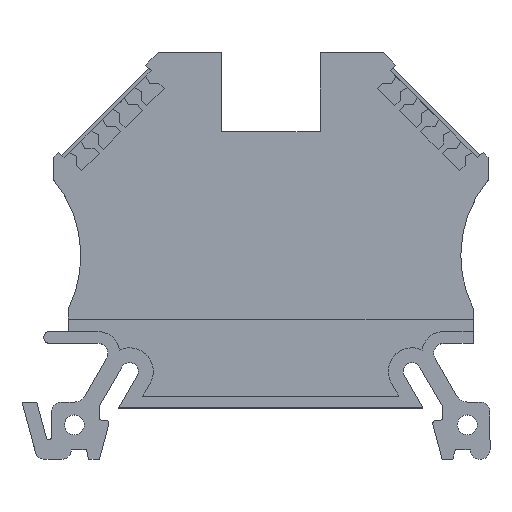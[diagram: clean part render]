
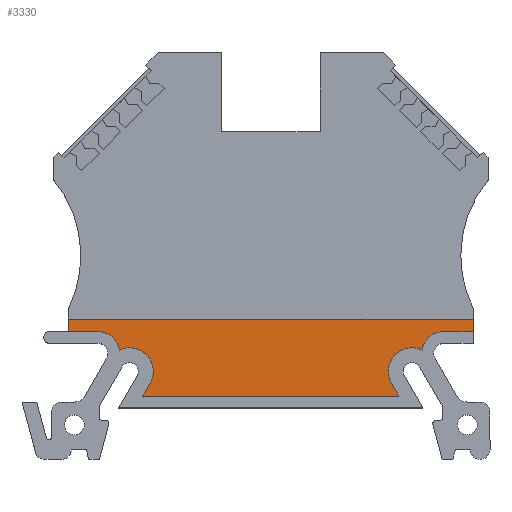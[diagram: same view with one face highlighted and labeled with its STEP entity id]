
A CAD part, top view. The second image highlights one B-rep face of the part: STEP entity #3330.
In plain terms, the highlighted planar face has unit normal (0, 0, 1).
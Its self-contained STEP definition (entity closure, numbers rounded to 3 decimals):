
#60 = VERTEX_POINT ( 'NONE', #3255 ) ;
#80 = AXIS2_PLACEMENT_3D ( 'NONE', #2837, #2830, #2816 ) ;
#106 = DIRECTION ( 'NONE',  ( 0.5, 0.866, 0. ) ) ;
#112 = CIRCLE ( 'NONE', #1894, 2.4 ) ;
#232 = VERTEX_POINT ( 'NONE', #2023 ) ;
#302 = ORIENTED_EDGE ( 'NONE', *, *, #314, .T. ) ;
#310 = CARTESIAN_POINT ( 'NONE',  ( -12.972, 1.2, 3.6 ) ) ;
#314 = EDGE_CURVE ( 'NONE', #3694, #4019, #1776, .T. ) ;
#363 = CARTESIAN_POINT ( 'NONE',  ( 20.5, 7.75, 3.6 ) ) ;
#474 = LINE ( 'NONE', #4339, #5337 ) ;
#481 = VECTOR ( 'NONE', #1452, 1000. ) ;
#704 = VECTOR ( 'NONE', #3985, 1000. ) ;
#861 = ORIENTED_EDGE ( 'NONE', *, *, #5575, .F. ) ;
#872 = DIRECTION ( 'NONE',  ( -1., 0., 0. ) ) ;
#1013 = CARTESIAN_POINT ( 'NONE',  ( 0., 9., 3.6 ) ) ;
#1041 = EDGE_CURVE ( 'NONE', #1950, #4246, #1986, .T. ) ;
#1048 = VECTOR ( 'NONE', #4238, 1000. ) ;
#1075 = VERTEX_POINT ( 'NONE', #4523 ) ;
#1294 = ORIENTED_EDGE ( 'NONE', *, *, #5787, .T. ) ;
#1382 = CARTESIAN_POINT ( 'NONE',  ( 15.327, 5.869, 3.6 ) ) ;
#1452 = DIRECTION ( 'NONE',  ( 0., 1., 0. ) ) ;
#1456 = ORIENTED_EDGE ( 'NONE', *, *, #2218, .F. ) ;
#1479 = CARTESIAN_POINT ( 'NONE',  ( 20.5, 9., 3.6 ) ) ;
#1516 = AXIS2_PLACEMENT_3D ( 'NONE', #4080, #4042, #4023 ) ;
#1531 = AXIS2_PLACEMENT_3D ( 'NONE', #2048, #2037, #2027 ) ;
#1776 = LINE ( 'NONE', #1479, #481 ) ;
#1894 = AXIS2_PLACEMENT_3D ( 'NONE', #4884, #4868, #4846 ) ;
#1950 = VERTEX_POINT ( 'NONE', #4841 ) ;
#1968 = CARTESIAN_POINT ( 'NONE',  ( -20.5, 7.75, 3.6 ) ) ;
#1986 = LINE ( 'NONE', #2647, #704 ) ;
#2012 = EDGE_CURVE ( 'NONE', #4246, #232, #474, .T. ) ;
#2023 = CARTESIAN_POINT ( 'NONE',  ( 12.221, 2.5, 3.6 ) ) ;
#2027 = DIRECTION ( 'NONE',  ( -1., 0., 0. ) ) ;
#2032 = ORIENTED_EDGE ( 'NONE', *, *, #2012, .T. ) ;
#2037 = DIRECTION ( 'NONE',  ( 0., 0., 1. ) ) ;
#2048 = CARTESIAN_POINT ( 'NONE',  ( -14.3, 3.7, 3.6 ) ) ;
#2096 = CIRCLE ( 'NONE', #1516, 2.2 ) ;
#2172 = CARTESIAN_POINT ( 'NONE',  ( -17.504, 7.75, 3.6 ) ) ;
#2186 = VECTOR ( 'NONE', #4108, 1000. ) ;
#2192 = LINE ( 'NONE', #3416, #4537 ) ;
#2218 = EDGE_CURVE ( 'NONE', #1075, #4546, #3314, .T. ) ;
#2243 = VERTEX_POINT ( 'NONE', #1968 ) ;
#2267 = FACE_OUTER_BOUND ( 'NONE', #4086, .T. ) ;
#2399 = CIRCLE ( 'NONE', #80, 2.4 ) ;
#2580 = DIRECTION ( 'NONE',  ( -1., 0., 0. ) ) ;
#2600 = DIRECTION ( 'NONE',  ( 0., 0., 1. ) ) ;
#2617 = DIRECTION ( 'NONE',  ( 1., 0., 0. ) ) ;
#2626 = CARTESIAN_POINT ( 'NONE',  ( -17.504, 5.55, 3.6 ) ) ;
#2628 = DIRECTION ( 'NONE',  ( 0., 0., 1. ) ) ;
#2647 = CARTESIAN_POINT ( 'NONE',  ( 0., 1.2, 3.6 ) ) ;
#2649 = ORIENTED_EDGE ( 'NONE', *, *, #5943, .T. ) ;
#2652 = PLANE ( 'NONE',  #2988 ) ;
#2700 = CARTESIAN_POINT ( 'NONE',  ( 17.504, 5.55, 3.6 ) ) ;
#2712 = CARTESIAN_POINT ( 'NONE',  ( 12.972, 1.2, 3.6 ) ) ;
#2806 = ORIENTED_EDGE ( 'NONE', *, *, #3284, .T. ) ;
#2816 = DIRECTION ( 'NONE',  ( 1., 0., 0. ) ) ;
#2826 = ORIENTED_EDGE ( 'NONE', *, *, #3731, .F. ) ;
#2830 = DIRECTION ( 'NONE',  ( 0., 0., -1. ) ) ;
#2837 = CARTESIAN_POINT ( 'NONE',  ( 14.3, 3.7, 3.6 ) ) ;
#2988 = AXIS2_PLACEMENT_3D ( 'NONE', #2700, #2628, #2617 ) ;
#3109 = EDGE_CURVE ( 'NONE', #2243, #60, #4799, .T. ) ;
#3130 = DIRECTION ( 'NONE',  ( -1., 0., 0. ) ) ;
#3255 = CARTESIAN_POINT ( 'NONE',  ( -20.5, 9., 3.6 ) ) ;
#3284 = EDGE_CURVE ( 'NONE', #232, #5308, #2399, .T. ) ;
#3311 = ORIENTED_EDGE ( 'NONE', *, *, #3109, .F. ) ;
#3314 = CIRCLE ( 'NONE', #1531, 2.4 ) ;
#3330 = ADVANCED_FACE ( 'NONE', ( #2267 ), #2652, .T. ) ;
#3416 = CARTESIAN_POINT ( 'NONE',  ( -17.504, 7.75, 3.6 ) ) ;
#3694 = VERTEX_POINT ( 'NONE', #363 ) ;
#3731 = EDGE_CURVE ( 'NONE', #1950, #1075, #5472, .T. ) ;
#3769 = AXIS2_PLACEMENT_3D ( 'NONE', #2626, #2600, #2580 ) ;
#3831 = VERTEX_POINT ( 'NONE', #4046 ) ;
#3860 = CIRCLE ( 'NONE', #3769, 2.2 ) ;
#3873 = ORIENTED_EDGE ( 'NONE', *, *, #4940, .F. ) ;
#3916 = CARTESIAN_POINT ( 'NONE',  ( 17.504, 7.75, 3.6 ) ) ;
#3919 = ORIENTED_EDGE ( 'NONE', *, *, #4037, .F. ) ;
#3934 = CARTESIAN_POINT ( 'NONE',  ( -11.9, 3.7, 3.6 ) ) ;
#3985 = DIRECTION ( 'NONE',  ( 1., 0., 0. ) ) ;
#4019 = VERTEX_POINT ( 'NONE', #5325 ) ;
#4023 = DIRECTION ( 'NONE',  ( 1., 0., 0. ) ) ;
#4037 = EDGE_CURVE ( 'NONE', #4546, #3831, #112, .T. ) ;
#4042 = DIRECTION ( 'NONE',  ( 0., 0., -1. ) ) ;
#4046 = CARTESIAN_POINT ( 'NONE',  ( -15.327, 5.869, 3.6 ) ) ;
#4080 = CARTESIAN_POINT ( 'NONE',  ( 17.504, 5.55, 3.6 ) ) ;
#4086 = EDGE_LOOP ( 'NONE', ( #302, #1294, #3311, #861, #3873, #3919, #1456, #2826, #4500, #2032, #2806, #5152, #2649 ) ) ;
#4091 = CARTESIAN_POINT ( 'NONE',  ( -20.5, 9., 3.6 ) ) ;
#4108 = DIRECTION ( 'NONE',  ( 1., 0., 0. ) ) ;
#4219 = DIRECTION ( 'NONE',  ( -0.5, 0.866, 0. ) ) ;
#4238 = DIRECTION ( 'NONE',  ( 0., 1., 0. ) ) ;
#4246 = VERTEX_POINT ( 'NONE', #2712 ) ;
#4301 = VERTEX_POINT ( 'NONE', #2172 ) ;
#4304 = VECTOR ( 'NONE', #106, 1000. ) ;
#4339 = CARTESIAN_POINT ( 'NONE',  ( 12.972, 1.2, 3.6 ) ) ;
#4465 = VECTOR ( 'NONE', #872, 1000. ) ;
#4500 = ORIENTED_EDGE ( 'NONE', *, *, #1041, .T. ) ;
#4523 = CARTESIAN_POINT ( 'NONE',  ( -12.221, 2.5, 3.6 ) ) ;
#4537 = VECTOR ( 'NONE', #3130, 1000. ) ;
#4546 = VERTEX_POINT ( 'NONE', #3934 ) ;
#4667 = LINE ( 'NONE', #3916, #2186 ) ;
#4716 = VERTEX_POINT ( 'NONE', #5609 ) ;
#4799 = LINE ( 'NONE', #4091, #1048 ) ;
#4822 = EDGE_CURVE ( 'NONE', #5308, #4716, #2096, .T. ) ;
#4841 = CARTESIAN_POINT ( 'NONE',  ( -12.972, 1.2, 3.6 ) ) ;
#4846 = DIRECTION ( 'NONE',  ( -1., 0., 0. ) ) ;
#4868 = DIRECTION ( 'NONE',  ( 0., 0., 1. ) ) ;
#4884 = CARTESIAN_POINT ( 'NONE',  ( -14.3, 3.7, 3.6 ) ) ;
#4940 = EDGE_CURVE ( 'NONE', #3831, #4301, #3860, .T. ) ;
#5152 = ORIENTED_EDGE ( 'NONE', *, *, #4822, .T. ) ;
#5308 = VERTEX_POINT ( 'NONE', #1382 ) ;
#5325 = CARTESIAN_POINT ( 'NONE',  ( 20.5, 9., 3.6 ) ) ;
#5337 = VECTOR ( 'NONE', #4219, 1000. ) ;
#5472 = LINE ( 'NONE', #310, #4304 ) ;
#5575 = EDGE_CURVE ( 'NONE', #4301, #2243, #2192, .T. ) ;
#5605 = LINE ( 'NONE', #1013, #4465 ) ;
#5609 = CARTESIAN_POINT ( 'NONE',  ( 17.504, 7.75, 3.6 ) ) ;
#5787 = EDGE_CURVE ( 'NONE', #4019, #60, #5605, .T. ) ;
#5943 = EDGE_CURVE ( 'NONE', #4716, #3694, #4667, .T. ) ;
